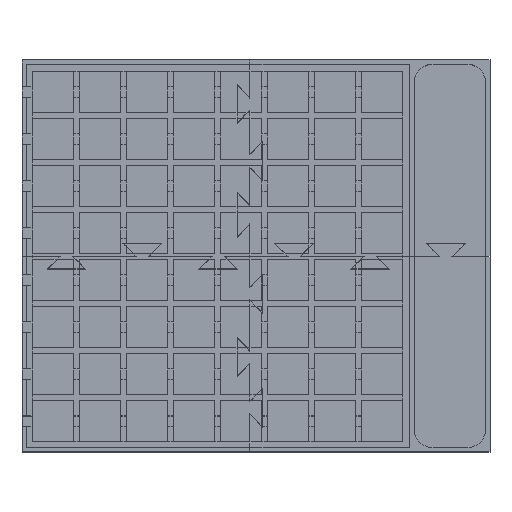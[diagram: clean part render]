
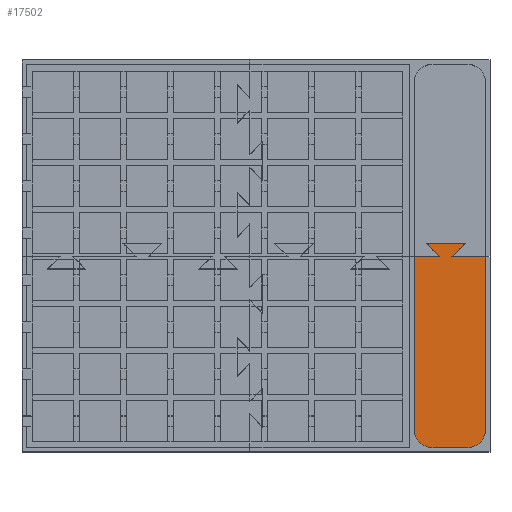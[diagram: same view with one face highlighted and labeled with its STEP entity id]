
A CAD part, top view. The second image highlights one B-rep face of the part: STEP entity #17502.
In plain terms, the highlighted planar face has unit normal (0, 0, 1).
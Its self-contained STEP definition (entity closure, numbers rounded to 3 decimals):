
#29=CIRCLE('',#18490,15.);
#30=CIRCLE('',#18491,15.);
#78=FACE_OUTER_BOUND('',#1046,.T.);
#1046=EDGE_LOOP('',(#11576,#11577,#11578,#11579,#11580,#11581,#11582,#11583,
#11584,#11585));
#2069=LINE('',#24157,#4642);
#2075=LINE('',#24169,#4648);
#2078=LINE('',#24175,#4651);
#2081=LINE('',#24181,#4654);
#2088=LINE('',#24195,#4661);
#2168=LINE('',#24354,#4741);
#2171=LINE('',#24364,#4744);
#2172=LINE('',#24367,#4745);
#4642=VECTOR('',#19556,10.);
#4648=VECTOR('',#19564,10.);
#4651=VECTOR('',#19569,10.);
#4654=VECTOR('',#19574,10.);
#4661=VECTOR('',#19583,10.);
#4741=VECTOR('',#19703,10.);
#4744=VECTOR('',#19712,10.);
#4745=VECTOR('',#19715,10.);
#7202=VERTEX_POINT('',#24155);
#7203=VERTEX_POINT('',#24156);
#7208=VERTEX_POINT('',#24168);
#7210=VERTEX_POINT('',#24174);
#7212=VERTEX_POINT('',#24180);
#7218=VERTEX_POINT('',#24193);
#7277=VERTEX_POINT('',#24352);
#7280=VERTEX_POINT('',#24361);
#7281=VERTEX_POINT('',#24363);
#7282=VERTEX_POINT('',#24365);
#8840=EDGE_CURVE('',#7202,#7203,#2069,.T.);
#8846=EDGE_CURVE('',#7203,#7208,#2075,.T.);
#8849=EDGE_CURVE('',#7208,#7210,#2078,.T.);
#8852=EDGE_CURVE('',#7210,#7212,#2081,.T.);
#8859=EDGE_CURVE('',#7212,#7218,#2088,.T.);
#8940=EDGE_CURVE('',#7218,#7277,#2168,.T.);
#8944=EDGE_CURVE('',#7277,#7280,#29,.T.);
#8945=EDGE_CURVE('',#7281,#7280,#2171,.T.);
#8946=EDGE_CURVE('',#7281,#7282,#30,.T.);
#8947=EDGE_CURVE('',#7202,#7282,#2172,.T.);
#11576=ORIENTED_EDGE('',*,*,#8859,.T.);
#11577=ORIENTED_EDGE('',*,*,#8940,.T.);
#11578=ORIENTED_EDGE('',*,*,#8944,.T.);
#11579=ORIENTED_EDGE('',*,*,#8945,.F.);
#11580=ORIENTED_EDGE('',*,*,#8946,.T.);
#11581=ORIENTED_EDGE('',*,*,#8947,.F.);
#11582=ORIENTED_EDGE('',*,*,#8840,.T.);
#11583=ORIENTED_EDGE('',*,*,#8846,.T.);
#11584=ORIENTED_EDGE('',*,*,#8849,.T.);
#11585=ORIENTED_EDGE('',*,*,#8852,.T.);
#16540=PLANE('',#18489);
#17502=ADVANCED_FACE('',(#78),#16540,.F.);
#18489=AXIS2_PLACEMENT_3D('',#24360,#19708,#19709);
#18490=AXIS2_PLACEMENT_3D('',#24362,#19710,#19711);
#18491=AXIS2_PLACEMENT_3D('',#24366,#19713,#19714);
#19556=DIRECTION('',(-1.,0.,0.));
#19564=DIRECTION('',(0.707,0.707,0.));
#19569=DIRECTION('',(-1.,0.,0.));
#19574=DIRECTION('',(0.707,-0.707,0.));
#19583=DIRECTION('',(-1.,0.,0.));
#19703=DIRECTION('',(0.,-1.,0.));
#19708=DIRECTION('center_axis',(0.,0.,-1.));
#19709=DIRECTION('ref_axis',(-1.,0.,0.));
#19710=DIRECTION('center_axis',(0.,0.,1.));
#19711=DIRECTION('ref_axis',(-0.707,-0.707,0.));
#19712=DIRECTION('',(-1.,0.,0.));
#19713=DIRECTION('center_axis',(0.,0.,1.));
#19714=DIRECTION('ref_axis',(0.707,-0.707,0.));
#19715=DIRECTION('',(0.,-1.,0.));
#24155=CARTESIAN_POINT('',(366.5,154.461,4.));
#24156=CARTESIAN_POINT('',(339.759,154.461,4.));
#24157=CARTESIAN_POINT('',(262.329,154.461,4.));
#24168=CARTESIAN_POINT('',(349.759,164.461,4.));
#24169=CARTESIAN_POINT('',(306.154,120.856,4.));
#24174=CARTESIAN_POINT('',(320.241,164.461,4.));
#24175=CARTESIAN_POINT('',(252.571,164.461,4.));
#24180=CARTESIAN_POINT('',(330.241,154.461,4.));
#24181=CARTESIAN_POINT('',(293.796,190.906,4.));
#24193=CARTESIAN_POINT('',(309.8,154.461,4.));
#24195=CARTESIAN_POINT('',(232.571,154.461,4.));
#24352=CARTESIAN_POINT('',(309.8,18.3,4.));
#24354=CARTESIAN_POINT('',(309.8,79.1,4.));
#24360=CARTESIAN_POINT('Origin',(184.9,154.9,4.));
#24361=CARTESIAN_POINT('',(324.8,3.3,4.));
#24362=CARTESIAN_POINT('Origin',(324.8,18.3,4.));
#24363=CARTESIAN_POINT('',(351.5,3.3,4.));
#24364=CARTESIAN_POINT('',(366.5,3.3,4.));
#24365=CARTESIAN_POINT('',(366.5,18.3,4.));
#24366=CARTESIAN_POINT('Origin',(351.5,18.3,4.));
#24367=CARTESIAN_POINT('',(366.5,306.5,4.));
